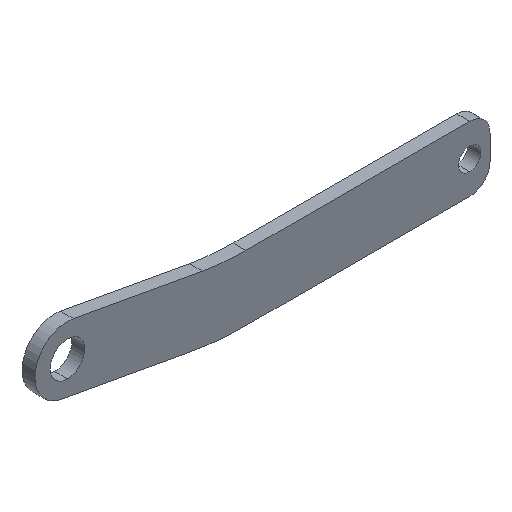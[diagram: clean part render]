
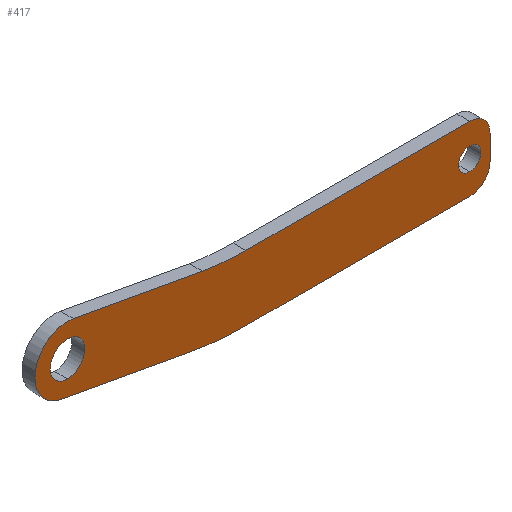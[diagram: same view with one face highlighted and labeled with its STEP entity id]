
A CAD part, isometric view. The second image highlights one B-rep face of the part: STEP entity #417.
In plain terms, the highlighted planar face has unit normal (0, -1, 0).
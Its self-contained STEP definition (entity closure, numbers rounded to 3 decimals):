
#2 = VERTEX_POINT ( 'NONE', #219 ) ;
#9 = EDGE_CURVE ( 'NONE', #161, #216, #236, .T. ) ;
#12 = CARTESIAN_POINT ( 'NONE',  ( 0., 0., -4.25 ) ) ;
#14 = DIRECTION ( 'NONE',  ( -0.984, 0., 0.179 ) ) ;
#18 = ORIENTED_EDGE ( 'NONE', *, *, #250, .F. ) ;
#24 = DIRECTION ( 'NONE',  ( 0., 1., 0. ) ) ;
#28 = VECTOR ( 'NONE', #228, 1000. ) ;
#29 = CARTESIAN_POINT ( 'NONE',  ( 98.862, 0., -4.1 ) ) ;
#41 = EDGE_LOOP ( 'NONE', ( #511, #521, #361, #508, #163, #179, #59, #18, #430, #92 ) ) ;
#43 = PLANE ( 'NONE',  #195 ) ;
#47 = CARTESIAN_POINT ( 'NONE',  ( 43.862, 0., -14.85 ) ) ;
#59 = ORIENTED_EDGE ( 'NONE', *, *, #522, .F. ) ;
#65 = DIRECTION ( 'NONE',  ( 0.984, 0., -0.179 ) ) ;
#67 = DIRECTION ( 'NONE',  ( 0., 1., 0. ) ) ;
#74 = DIRECTION ( 'NONE',  ( 0., -1., 0. ) ) ;
#82 = CARTESIAN_POINT ( 'NONE',  ( 1.429, 0., 7.871 ) ) ;
#86 = AXIS2_PLACEMENT_3D ( 'NONE', #270, #391, #443 ) ;
#87 = DIRECTION ( 'NONE',  ( 0., 0., 1. ) ) ;
#92 = ORIENTED_EDGE ( 'NONE', *, *, #9, .F. ) ;
#94 = CIRCLE ( 'NONE', #459, 2.75 ) ;
#111 = ORIENTED_EDGE ( 'NONE', *, *, #144, .T. ) ;
#112 = CIRCLE ( 'NONE', #297, 60. ) ;
#113 = DIRECTION ( 'NONE',  ( 0., 0., 1. ) ) ;
#115 = VERTEX_POINT ( 'NONE', #319 ) ;
#120 = CIRCLE ( 'NONE', #489, 5. ) ;
#121 = DIRECTION ( 'NONE',  ( 0., 0., 1. ) ) ;
#123 = CARTESIAN_POINT ( 'NONE',  ( 0., 0., 0. ) ) ;
#124 = CARTESIAN_POINT ( 'NONE',  ( 103.862, 0., -3.85 ) ) ;
#128 = CARTESIAN_POINT ( 'NONE',  ( -1.429, 0., -7.871 ) ) ;
#129 = AXIS2_PLACEMENT_3D ( 'NONE', #373, #67, #318 ) ;
#132 = DIRECTION ( 'NONE',  ( 0., 0., 1. ) ) ;
#136 = LINE ( 'NONE', #128, #183 ) ;
#137 = VERTEX_POINT ( 'NONE', #472 ) ;
#144 = EDGE_CURVE ( 'NONE', #212, #523, #94, .T. ) ;
#145 = CARTESIAN_POINT ( 'NONE',  ( 98.862, 0., 1.15 ) ) ;
#159 = EDGE_CURVE ( 'NONE', #462, #233, #299, .T. ) ;
#161 = VERTEX_POINT ( 'NONE', #82 ) ;
#163 = ORIENTED_EDGE ( 'NONE', *, *, #311, .F. ) ;
#164 = DIRECTION ( 'NONE',  ( 0., 0., -1. ) ) ;
#167 = CARTESIAN_POINT ( 'NONE',  ( 43.862, 0., -14.85 ) ) ;
#170 = CARTESIAN_POINT ( 'NONE',  ( 98.862, 0., -3.85 ) ) ;
#173 = CIRCLE ( 'NONE', #86, 4.25 ) ;
#176 = CARTESIAN_POINT ( 'NONE',  ( 43.862, 0., 61.15 ) ) ;
#179 = ORIENTED_EDGE ( 'NONE', *, *, #159, .F. ) ;
#181 = LINE ( 'NONE', #363, #330 ) ;
#183 = VECTOR ( 'NONE', #14, 1000. ) ;
#190 = CARTESIAN_POINT ( 'NONE',  ( 98.862, 0., -6.85 ) ) ;
#194 = DIRECTION ( 'NONE',  ( 0., 0., 1. ) ) ;
#195 = AXIS2_PLACEMENT_3D ( 'NONE', #384, #74, #164 ) ;
#199 = CARTESIAN_POINT ( 'NONE',  ( -1.429, 0., -7.871 ) ) ;
#202 = CIRCLE ( 'NONE', #279, 2.75 ) ;
#212 = VERTEX_POINT ( 'NONE', #274 ) ;
#213 = CIRCLE ( 'NONE', #496, 76. ) ;
#216 = VERTEX_POINT ( 'NONE', #437 ) ;
#219 = CARTESIAN_POINT ( 'NONE',  ( 43.862, 0., 1.15 ) ) ;
#220 = DIRECTION ( 'NONE',  ( 0., 1., 0. ) ) ;
#223 = EDGE_CURVE ( 'NONE', #115, #320, #136, .T. ) ;
#225 = CARTESIAN_POINT ( 'NONE',  ( 103.862, 0., -9.85 ) ) ;
#228 = DIRECTION ( 'NONE',  ( -1., 0., 0. ) ) ;
#233 = VERTEX_POINT ( 'NONE', #225 ) ;
#236 = LINE ( 'NONE', #499, #423 ) ;
#237 = ORIENTED_EDGE ( 'NONE', *, *, #306, .T. ) ;
#241 = EDGE_CURVE ( 'NONE', #447, #115, #213, .T. ) ;
#245 = DIRECTION ( 'NONE',  ( 0., 0., 1. ) ) ;
#250 = EDGE_CURVE ( 'NONE', #2, #350, #181, .T. ) ;
#254 = EDGE_CURVE ( 'NONE', #400, #447, #435, .T. ) ;
#255 = FACE_BOUND ( 'NONE', #504, .T. ) ;
#260 = VERTEX_POINT ( 'NONE', #12 ) ;
#262 = DIRECTION ( 'NONE',  ( 1., 0., 0. ) ) ;
#269 = AXIS2_PLACEMENT_3D ( 'NONE', #123, #498, #113 ) ;
#270 = CARTESIAN_POINT ( 'NONE',  ( 0., 0., 0. ) ) ;
#274 = CARTESIAN_POINT ( 'NONE',  ( 98.862, 0., -9.6 ) ) ;
#279 = AXIS2_PLACEMENT_3D ( 'NONE', #190, #24, #245 ) ;
#282 = DIRECTION ( 'NONE',  ( 0., 1., 0. ) ) ;
#291 = DIRECTION ( 'NONE',  ( 0., 1., 0. ) ) ;
#297 = AXIS2_PLACEMENT_3D ( 'NONE', #176, #474, #87 ) ;
#298 = FACE_OUTER_BOUND ( 'NONE', #41, .T. ) ;
#299 = LINE ( 'NONE', #124, #321 ) ;
#301 = EDGE_CURVE ( 'NONE', #320, #161, #538, .T. ) ;
#306 = EDGE_CURVE ( 'NONE', #523, #212, #202, .T. ) ;
#311 = EDGE_CURVE ( 'NONE', #233, #400, #532, .T. ) ;
#314 = ORIENTED_EDGE ( 'NONE', *, *, #426, .T. ) ;
#318 = DIRECTION ( 'NONE',  ( 0., 0., -1. ) ) ;
#319 = CARTESIAN_POINT ( 'NONE',  ( 30.29, 0., -13.628 ) ) ;
#320 = VERTEX_POINT ( 'NONE', #199 ) ;
#321 = VECTOR ( 'NONE', #468, 1000. ) ;
#330 = VECTOR ( 'NONE', #262, 1000. ) ;
#331 = FACE_BOUND ( 'NONE', #438, .T. ) ;
#342 = CIRCLE ( 'NONE', #269, 4.25 ) ;
#348 = DIRECTION ( 'NONE',  ( 0., 1., 0. ) ) ;
#350 = VERTEX_POINT ( 'NONE', #145 ) ;
#355 = DIRECTION ( 'NONE',  ( 0., 0., 1. ) ) ;
#358 = CARTESIAN_POINT ( 'NONE',  ( 103.862, 0., -3.85 ) ) ;
#361 = ORIENTED_EDGE ( 'NONE', *, *, #241, .F. ) ;
#363 = CARTESIAN_POINT ( 'NONE',  ( 98.862, 0., 1.15 ) ) ;
#368 = CARTESIAN_POINT ( 'NONE',  ( 98.862, 0., -9.85 ) ) ;
#373 = CARTESIAN_POINT ( 'NONE',  ( 0., 0., 0. ) ) ;
#384 = CARTESIAN_POINT ( 'NONE',  ( 0., 0., 0. ) ) ;
#391 = DIRECTION ( 'NONE',  ( 0., 1., 0. ) ) ;
#400 = VERTEX_POINT ( 'NONE', #540 ) ;
#402 = CARTESIAN_POINT ( 'NONE',  ( 43.862, 0., 61.15 ) ) ;
#417 = ADVANCED_FACE ( 'NONE', ( #331, #298, #255 ), #43, .T. ) ;
#422 = CARTESIAN_POINT ( 'NONE',  ( 98.862, 0., -6.85 ) ) ;
#423 = VECTOR ( 'NONE', #65, 1000. ) ;
#426 = EDGE_CURVE ( 'NONE', #137, #260, #342, .T. ) ;
#430 = ORIENTED_EDGE ( 'NONE', *, *, #502, .F. ) ;
#435 = LINE ( 'NONE', #47, #28 ) ;
#437 = CARTESIAN_POINT ( 'NONE',  ( 33.147, 0., 2.114 ) ) ;
#438 = EDGE_LOOP ( 'NONE', ( #483, #314 ) ) ;
#443 = DIRECTION ( 'NONE',  ( 0., 0., 1. ) ) ;
#447 = VERTEX_POINT ( 'NONE', #167 ) ;
#459 = AXIS2_PLACEMENT_3D ( 'NONE', #422, #291, #121 ) ;
#462 = VERTEX_POINT ( 'NONE', #358 ) ;
#468 = DIRECTION ( 'NONE',  ( 0., 0., -1. ) ) ;
#472 = CARTESIAN_POINT ( 'NONE',  ( 0., 0., 4.25 ) ) ;
#474 = DIRECTION ( 'NONE',  ( 0., -1., 0. ) ) ;
#483 = ORIENTED_EDGE ( 'NONE', *, *, #507, .T. ) ;
#489 = AXIS2_PLACEMENT_3D ( 'NONE', #170, #348, #132 ) ;
#496 = AXIS2_PLACEMENT_3D ( 'NONE', #402, #220, #355 ) ;
#498 = DIRECTION ( 'NONE',  ( 0., 1., 0. ) ) ;
#499 = CARTESIAN_POINT ( 'NONE',  ( 33.147, 0., 2.114 ) ) ;
#502 = EDGE_CURVE ( 'NONE', #216, #2, #112, .T. ) ;
#504 = EDGE_LOOP ( 'NONE', ( #111, #237 ) ) ;
#507 = EDGE_CURVE ( 'NONE', #260, #137, #173, .T. ) ;
#508 = ORIENTED_EDGE ( 'NONE', *, *, #254, .F. ) ;
#511 = ORIENTED_EDGE ( 'NONE', *, *, #301, .F. ) ;
#514 = AXIS2_PLACEMENT_3D ( 'NONE', #368, #282, #194 ) ;
#521 = ORIENTED_EDGE ( 'NONE', *, *, #223, .F. ) ;
#522 = EDGE_CURVE ( 'NONE', #350, #462, #120, .T. ) ;
#523 = VERTEX_POINT ( 'NONE', #29 ) ;
#532 = CIRCLE ( 'NONE', #514, 5. ) ;
#538 = CIRCLE ( 'NONE', #129, 8. ) ;
#540 = CARTESIAN_POINT ( 'NONE',  ( 98.862, 0., -14.85 ) ) ;
